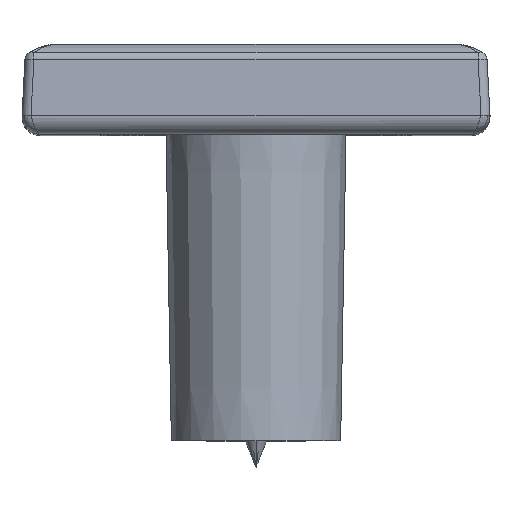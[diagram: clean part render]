
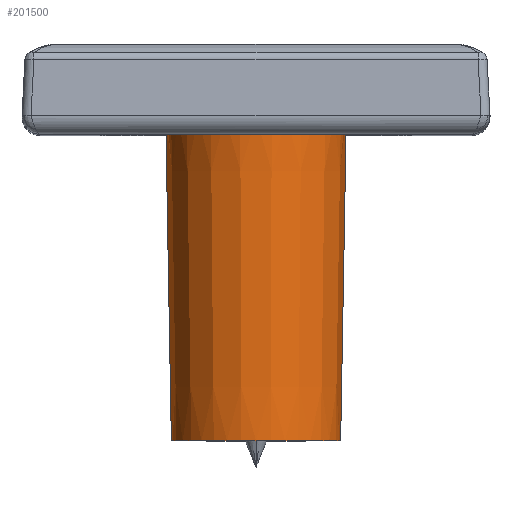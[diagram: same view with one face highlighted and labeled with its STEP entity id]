
A CAD part, top view. The second image highlights one B-rep face of the part: STEP entity #201500.
In plain terms, the highlighted conical face has half-angle 1 degrees and reference radius 5 mm.
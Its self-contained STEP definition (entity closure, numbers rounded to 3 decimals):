
#45730=CARTESIAN_POINT('',(0.,-17.,32.));
#45740=DIRECTION('',(0.,-1.,0.));
#45750=DIRECTION('',(1.,0.,0.));
#45760=AXIS2_PLACEMENT_3D('',#45730,#45740,#45750);
#45770=CIRCLE('',#45760,4.703);
#45780=CARTESIAN_POINT('',(4.703,-17.,32.));
#45790=VERTEX_POINT('',#45780);
#45800=CARTESIAN_POINT('',(-4.703,-17.,32.));
#45810=VERTEX_POINT('',#45800);
#45820=EDGE_CURVE('',#45790,#45810,#45770,.T.);
#98560=CARTESIAN_POINT('',(0.,1.,32.));
#98570=DIRECTION('',(0.,-1.,0.));
#98580=DIRECTION('',(1.,0.,0.));
#98590=AXIS2_PLACEMENT_3D('',#98560,#98570,#98580);
#98600=CIRCLE('',#98590,5.017);
#98610=CARTESIAN_POINT('',(5.017,1.,32.));
#98620=VERTEX_POINT('',#98610);
#98630=CARTESIAN_POINT('',(-5.017,1.,32.));
#98640=VERTEX_POINT('',#98630);
#98650=EDGE_CURVE('',#98620,#98640,#98600,.T.);
#114780=CARTESIAN_POINT('',(5.,0.,32.));
#114790=DIRECTION('',(0.017,1.,0.));
#114800=VECTOR('',#114790,286.493);
#114810=LINE('',#114780,#114800);
#114820=EDGE_CURVE('',#45790,#98620,#114810,.T.);
#114850=CARTESIAN_POINT('',(-5.,0.,32.));
#114860=DIRECTION('',(-0.017,1.,0.));
#114870=VECTOR('',#114860,286.493);
#114880=LINE('',#114850,#114870);
#114890=EDGE_CURVE('',#45810,#98640,#114880,.T.);
#201390=CARTESIAN_POINT('',(0.,0.,32.));
#201400=DIRECTION('',(0.,1.,0.));
#201410=DIRECTION('',(1.,0.,0.));
#201420=AXIS2_PLACEMENT_3D('',#201390,#201400,#201410);
#201430=CONICAL_SURFACE('',#201420,5.,0.017);
#201440=ORIENTED_EDGE('',*,*,#45820,.F.);
#201450=ORIENTED_EDGE('',*,*,#114890,.F.);
#201460=ORIENTED_EDGE('',*,*,#98650,.T.);
#201470=ORIENTED_EDGE('',*,*,#114820,.T.);
#201480=EDGE_LOOP('',(#201470,#201460,#201450,#201440));
#201490=FACE_OUTER_BOUND('',#201480,.T.);
#201500=ADVANCED_FACE('',(#201490),#201430,.T.);
